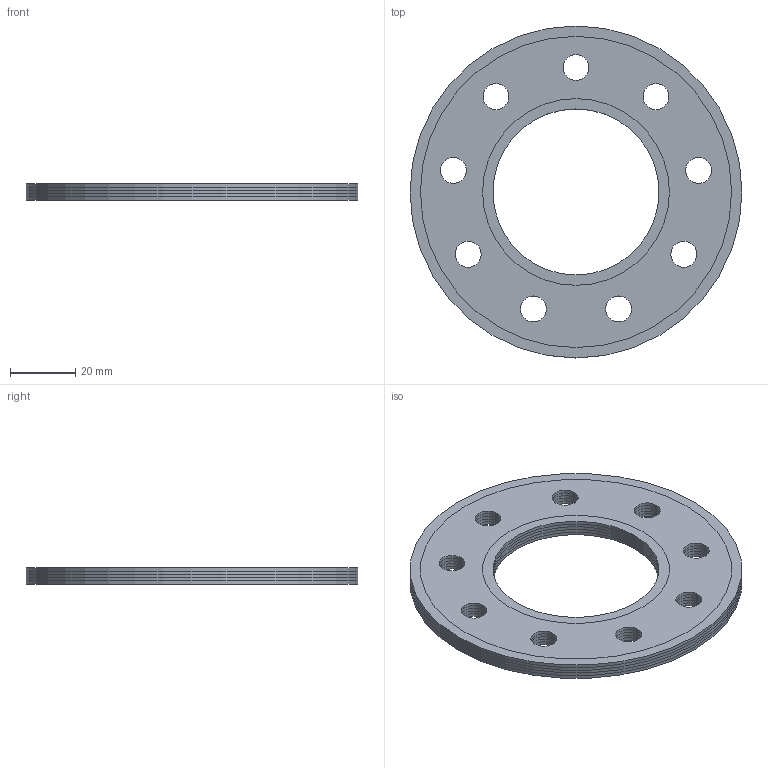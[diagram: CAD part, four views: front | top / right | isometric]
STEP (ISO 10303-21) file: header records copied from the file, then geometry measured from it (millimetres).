
FILE_DESCRIPTION(/* description */ (''),/* implementation_level */ '2;1');
FILE_NAME(/* name */ 'Wheel Spacer - Project.step',/* time_stamp */ '2023-05-22T21:20:56-04:00',/* author */ (''),/* organization */ (''),/* preprocessor_version */ 'ST-DEVELOPER v19.2',/* originating_system */ 'Autodesk Translation Framework v12.4.0.73',/* authorisation */ '');
FILE_SCHEMA (('AUTOMOTIVE_DESIGN { 1 0 10303 214 3 1 1 }'));
Length unit declared in the file: millimetre
Products named in the file (11): Wheel Spacer; Spacer 1in - 1mm; Spacer 1in - 2mm; Spacer 1in - 3mm; Spacer 1in - 4mm; Spacer 1in - 5mm; Spacer 0.75in - 1mm; Spacer 0.75in - 2mm; Spacer 0.75in - 3mm; Spacer 0.75in - 4mm; Spacer 0.75in - 5mm
Assembly tree (10 placements, depth 2):
  Wheel Spacer
    Spacer 1in - 1mm
    Spacer 1in - 2mm
    Spacer 1in - 3mm
    Spacer 1in - 4mm
    Spacer 1in - 5mm
    Spacer 0.75in - 1mm
    Spacer 0.75in - 2mm
    Spacer 0.75in - 3mm
    Spacer 0.75in - 4mm
    Spacer 0.75in - 5mm
Bounding box: 101.6 x 101.6 x 5 mm (x, y, z)
Surface area: 118597.8 mm2
Topology: 10 solids, 10 shells, 130 faces, 330 edges, 220 vertices
Faces by surface type: cylinder 110, plane 20
Full cylindrical faces by diameter (mm): 7.938 x90, 50.8 x5, 57.15 x5, 95.25 x5, 101.6 x5
Entity records: 4795 total; most frequent: DIRECTION 852, CARTESIAN_POINT 701, ORIENTED_EDGE 660, AXIS2_PLACEMENT_3D 371, EDGE_LOOP 330, EDGE_CURVE 330, CIRCLE 220, VERTEX_POINT 220
